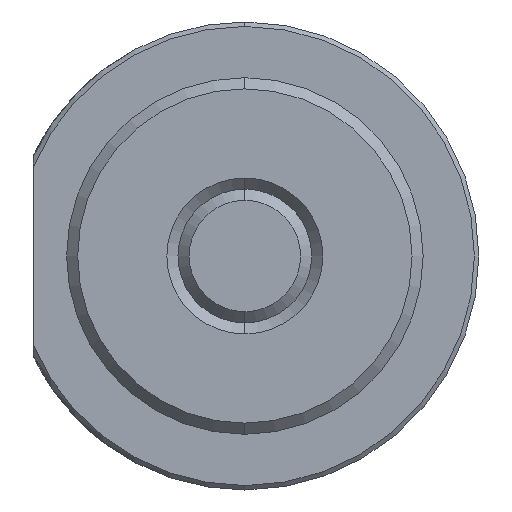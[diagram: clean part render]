
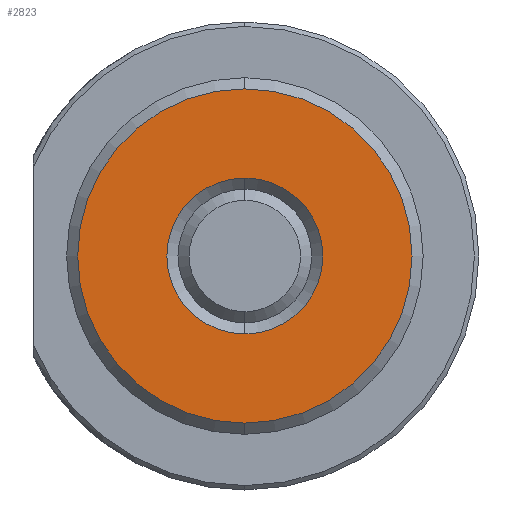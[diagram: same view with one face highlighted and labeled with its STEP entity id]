
A CAD part, left-side view. The second image highlights one B-rep face of the part: STEP entity #2823.
In plain terms, the highlighted planar face has unit normal (-1, 0, 0).
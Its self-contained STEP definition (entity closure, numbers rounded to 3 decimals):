
#101 = VERTEX_POINT ( 'NONE', #237 ) ;
#103 = VERTEX_POINT ( 'NONE', #239 ) ;
#120 = VERTEX_POINT ( 'NONE', #256 ) ;
#135 = VERTEX_POINT ( 'NONE', #271 ) ;
#237 = CARTESIAN_POINT ( 'NONE',  ( 0., 0., 7.5 ) ) ;
#239 = CARTESIAN_POINT ( 'NONE',  ( 0., 0., -3.5 ) ) ;
#256 = CARTESIAN_POINT ( 'NONE',  ( 0., 0., -7.5 ) ) ;
#271 = CARTESIAN_POINT ( 'NONE',  ( 0., 0., 3.5 ) ) ;
#353 = CARTESIAN_POINT ( 'NONE',  ( 0., 0., 0. ) ) ;
#354 = DIRECTION ( 'NONE',  ( 1., 0., 0. ) ) ;
#355 = DIRECTION ( 'NONE',  ( 0., 0., -1. ) ) ;
#542 = CARTESIAN_POINT ( 'NONE',  ( 0., 0., 0. ) ) ;
#552 = DIRECTION ( 'NONE',  ( 1., 0., 0. ) ) ;
#553 = DIRECTION ( 'NONE',  ( 0., 0., -1. ) ) ;
#740 = CARTESIAN_POINT ( 'NONE',  ( 0., 0., 0. ) ) ;
#749 = DIRECTION ( 'NONE',  ( -1., 0., 0. ) ) ;
#750 = DIRECTION ( 'NONE',  ( 0., 0., -1. ) ) ;
#872 = CARTESIAN_POINT ( 'NONE',  ( 0., 0., 0. ) ) ;
#879 = DIRECTION ( 'NONE',  ( -1., 0., 0. ) ) ;
#880 = DIRECTION ( 'NONE',  ( 0., 0., -1. ) ) ;
#1208 = CARTESIAN_POINT ( 'NONE',  ( 0., 3., 0. ) ) ;
#1209 = PLANE ( 'NONE',  #1443 ) ;
#1210 = DIRECTION ( 'NONE',  ( 1., 0., 0. ) ) ;
#1211 = DIRECTION ( 'NONE',  ( 0., 0., -1. ) ) ;
#1443 = AXIS2_PLACEMENT_3D ( 'NONE', #1208, #1210, #1211 ) ;
#1495 = EDGE_LOOP ( 'NONE', ( #1556, #1548 ) ) ;
#1503 = EDGE_LOOP ( 'NONE', ( #1558, #1557 ) ) ;
#1548 = ORIENTED_EDGE ( 'NONE', *, *, #2672, .T. ) ;
#1556 = ORIENTED_EDGE ( 'NONE', *, *, #2632, .T. ) ;
#1557 = ORIENTED_EDGE ( 'NONE', *, *, #2568, .T. ) ;
#1558 = ORIENTED_EDGE ( 'NONE', *, *, #2408, .T. ) ;
#2022 = CIRCLE ( 'NONE', #2563, 3.5 ) ;
#2096 = CIRCLE ( 'NONE', #2498, 3.5 ) ;
#2168 = CIRCLE ( 'NONE', #2449, 7.5 ) ;
#2227 = CIRCLE ( 'NONE', #2420, 7.5 ) ;
#2408 = EDGE_CURVE ( 'NONE', #135, #103, #2022, .T. ) ;
#2420 = AXIS2_PLACEMENT_3D ( 'NONE', #872, #879, #880 ) ;
#2449 = AXIS2_PLACEMENT_3D ( 'NONE', #740, #749, #750 ) ;
#2498 = AXIS2_PLACEMENT_3D ( 'NONE', #542, #552, #553 ) ;
#2563 = AXIS2_PLACEMENT_3D ( 'NONE', #353, #354, #355 ) ;
#2568 = EDGE_CURVE ( 'NONE', #103, #135, #2096, .T. ) ;
#2632 = EDGE_CURVE ( 'NONE', #120, #101, #2168, .T. ) ;
#2672 = EDGE_CURVE ( 'NONE', #101, #120, #2227, .T. ) ;
#2823 = ADVANCED_FACE ( 'NONE', ( #3187, #3181 ), #1209, .F. ) ;
#3181 = FACE_OUTER_BOUND ( 'NONE', #1495, .T. ) ;
#3187 = FACE_BOUND ( 'NONE', #1503, .T. ) ;
